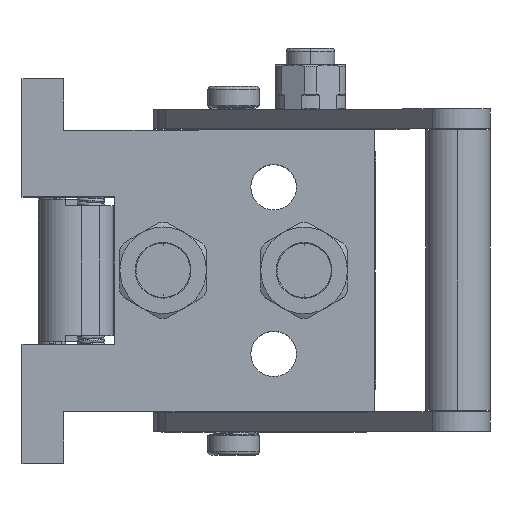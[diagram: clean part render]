
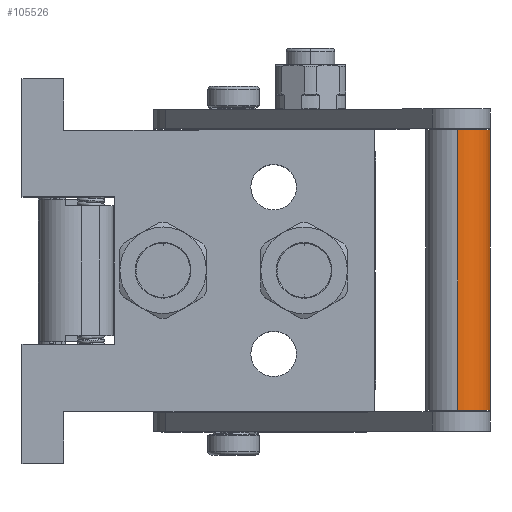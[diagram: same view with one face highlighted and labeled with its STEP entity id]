
A CAD part, top view. The second image highlights one B-rep face of the part: STEP entity #105526.
In plain terms, the highlighted cylindrical face has radius 10 mm (diameter 20 mm), a partial arc.
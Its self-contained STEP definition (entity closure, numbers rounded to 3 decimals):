
#1052 = EDGE_CURVE ( 'NONE', #8562, #19205, #47544, .T. ) ;
#4451 = CIRCLE ( 'NONE', #42942, 10. ) ;
#8562 = VERTEX_POINT ( 'NONE', #31985 ) ;
#8946 = LINE ( 'NONE', #80388, #94277 ) ;
#10577 = CYLINDRICAL_SURFACE ( 'NONE', #55071, 10. ) ;
#14710 = CARTESIAN_POINT ( 'NONE',  ( -87.5, 0., 10. ) ) ;
#15496 = CARTESIAN_POINT ( 'NONE',  ( 0., 0., -10. ) ) ;
#19205 = VERTEX_POINT ( 'NONE', #14710 ) ;
#21613 = EDGE_LOOP ( 'NONE', ( #70054, #27376, #62490, #51027 ) ) ;
#26997 = EDGE_CURVE ( 'NONE', #84008, #8562, #4451, .T. ) ;
#27376 = ORIENTED_EDGE ( 'NONE', *, *, #1052, .F. ) ;
#29871 = CIRCLE ( 'NONE', #61571, 10. ) ;
#31985 = CARTESIAN_POINT ( 'NONE',  ( 0., 0., 10. ) ) ;
#35748 = CARTESIAN_POINT ( 'NONE',  ( 0., 0., 10. ) ) ;
#42609 = DIRECTION ( 'NONE',  ( 1., 0., 0. ) ) ;
#42942 = AXIS2_PLACEMENT_3D ( 'NONE', #66790, #42609, #83086 ) ;
#46292 = VECTOR ( 'NONE', #92477, 1000. ) ;
#46494 = DIRECTION ( 'NONE',  ( -1., 0., 0. ) ) ;
#47544 = LINE ( 'NONE', #35748, #46292 ) ;
#49362 = DIRECTION ( 'NONE',  ( 0., 0., -1. ) ) ;
#50690 = FACE_OUTER_BOUND ( 'NONE', #21613, .T. ) ;
#51027 = ORIENTED_EDGE ( 'NONE', *, *, #66532, .T. ) ;
#55071 = AXIS2_PLACEMENT_3D ( 'NONE', #88495, #80531, #71870 ) ;
#57317 = DIRECTION ( 'NONE',  ( 1., 0., 0. ) ) ;
#61571 = AXIS2_PLACEMENT_3D ( 'NONE', #98485, #57317, #49362 ) ;
#62490 = ORIENTED_EDGE ( 'NONE', *, *, #26997, .F. ) ;
#66532 = EDGE_CURVE ( 'NONE', #84008, #87550, #8946, .T. ) ;
#66790 = CARTESIAN_POINT ( 'NONE',  ( 0., 0., 0. ) ) ;
#70054 = ORIENTED_EDGE ( 'NONE', *, *, #75247, .T. ) ;
#71870 = DIRECTION ( 'NONE',  ( 0., 0., 1. ) ) ;
#75247 = EDGE_CURVE ( 'NONE', #87550, #19205, #29871, .T. ) ;
#77917 = CARTESIAN_POINT ( 'NONE',  ( -87.5, 0., -10. ) ) ;
#80388 = CARTESIAN_POINT ( 'NONE',  ( 0., 0., -10. ) ) ;
#80531 = DIRECTION ( 'NONE',  ( -1., 0., 0. ) ) ;
#83086 = DIRECTION ( 'NONE',  ( 0., 0., -1. ) ) ;
#84008 = VERTEX_POINT ( 'NONE', #15496 ) ;
#87550 = VERTEX_POINT ( 'NONE', #77917 ) ;
#88495 = CARTESIAN_POINT ( 'NONE',  ( -96.825, 0., 0. ) ) ;
#92477 = DIRECTION ( 'NONE',  ( -1., 0., 0. ) ) ;
#94277 = VECTOR ( 'NONE', #46494, 1000. ) ;
#98485 = CARTESIAN_POINT ( 'NONE',  ( -87.5, 0., 0. ) ) ;
#105526 = ADVANCED_FACE ( 'NONE', ( #50690 ), #10577, .T. ) ;
